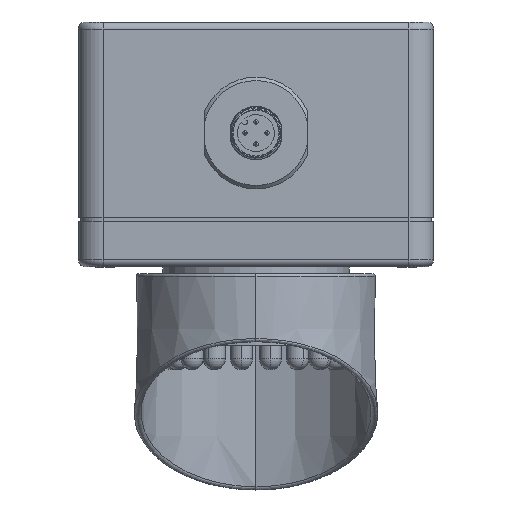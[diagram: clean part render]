
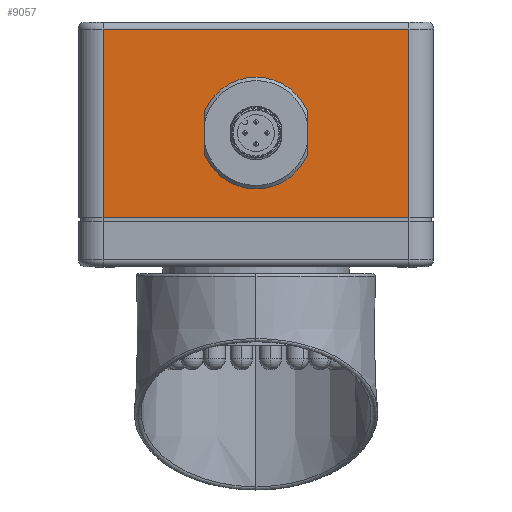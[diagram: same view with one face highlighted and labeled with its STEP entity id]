
A CAD part, front view. The second image highlights one B-rep face of the part: STEP entity #9057.
In plain terms, the highlighted planar face has unit normal (0, -1, 0).
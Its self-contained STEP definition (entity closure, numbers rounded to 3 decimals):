
#194=DIRECTION('',(0.,0.,-1.));
#195=VECTOR('',#194,42.342);
#196=CARTESIAN_POINT('',(5.562,-0.002,53.518));
#197=LINE('',#196,#195);
#203=DIRECTION('',(1.,0.,0.));
#204=VECTOR('',#203,68.872);
#205=CARTESIAN_POINT('',(5.562,-0.002,53.518));
#206=LINE('',#205,#204);
#207=DIRECTION('',(0.,0.,-1.));
#208=VECTOR('',#207,42.342);
#209=CARTESIAN_POINT('',(74.434,0.002,53.518));
#210=LINE('',#209,#208);
#211=DIRECTION('',(-1.,0.,0.));
#212=VECTOR('',#211,68.872);
#213=CARTESIAN_POINT('',(74.434,0.002,11.176));
#214=LINE('',#213,#212);
#215=CARTESIAN_POINT('',(39.991,0.,30.118));
#216=DIRECTION('',(0.,-1.,0.));
#217=DIRECTION('',(1.,0.,0.));
#218=AXIS2_PLACEMENT_3D('',#215,#216,#217);
#220=CARTESIAN_POINT('',(39.991,0.,30.118));
#221=DIRECTION('',(0.,-1.,0.));
#222=DIRECTION('',(-1.,0.,0.));
#223=AXIS2_PLACEMENT_3D('',#220,#221,#222);
#7158=CARTESIAN_POINT('',(74.434,0.002,11.176));
#7159=CARTESIAN_POINT('',(5.562,-0.002,11.176));
#7160=VERTEX_POINT('',#7158);
#7161=VERTEX_POINT('',#7159);
#7243=CARTESIAN_POINT('',(5.562,-0.002,53.518));
#7245=VERTEX_POINT('',#7243);
#7248=CARTESIAN_POINT('',(74.434,0.002,53.518));
#7249=VERTEX_POINT('',#7248);
#8450=CARTESIAN_POINT('',(51.363,0.001,30.118));
#8451=CARTESIAN_POINT('',(28.619,-0.001,30.118));
#8452=VERTEX_POINT('',#8450);
#8453=VERTEX_POINT('',#8451);
#9038=CARTESIAN_POINT('',(74.434,0.002,55.118));
#9039=DIRECTION('',(0.,-1.,0.));
#9040=DIRECTION('',(-1.,0.,0.));
#9041=AXIS2_PLACEMENT_3D('',#9038,#9039,#9040);
#9042=PLANE('',#9041);
#9043=ORIENTED_EDGE('',*,*,#8920,.T.);
#9045=ORIENTED_EDGE('',*,*,#9044,.T.);
#9047=ORIENTED_EDGE('',*,*,#9046,.T.);
#9048=ORIENTED_EDGE('',*,*,#9030,.F.);
#9049=EDGE_LOOP('',(#9043,#9045,#9047,#9048));
#9050=FACE_OUTER_BOUND('',#9049,.F.);
#9052=ORIENTED_EDGE('',*,*,#9051,.T.);
#9054=ORIENTED_EDGE('',*,*,#9053,.T.);
#9055=EDGE_LOOP('',(#9052,#9054));
#9056=FACE_BOUND('',#9055,.F.);
#9057=ADVANCED_FACE('',(#9050,#9056),#9042,.T.);
#219=CIRCLE('',#218,11.372);
#224=CIRCLE('',#223,11.372);
#8920=EDGE_CURVE('',#7245,#7249,#206,.T.);
#9030=EDGE_CURVE('',#7245,#7161,#197,.T.);
#9044=EDGE_CURVE('',#7249,#7160,#210,.T.);
#9046=EDGE_CURVE('',#7160,#7161,#214,.T.);
#9051=EDGE_CURVE('',#8452,#8453,#219,.T.);
#9053=EDGE_CURVE('',#8453,#8452,#224,.T.);
